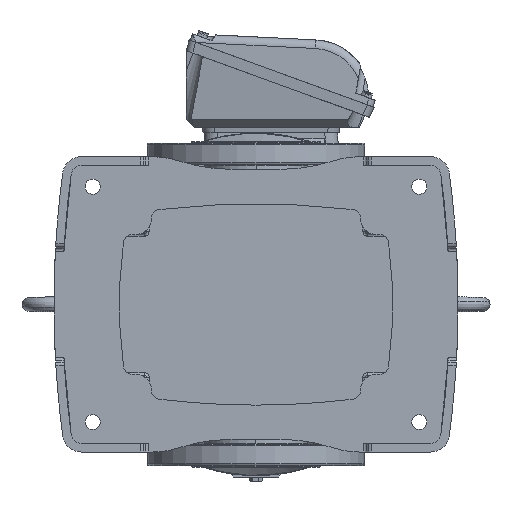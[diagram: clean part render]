
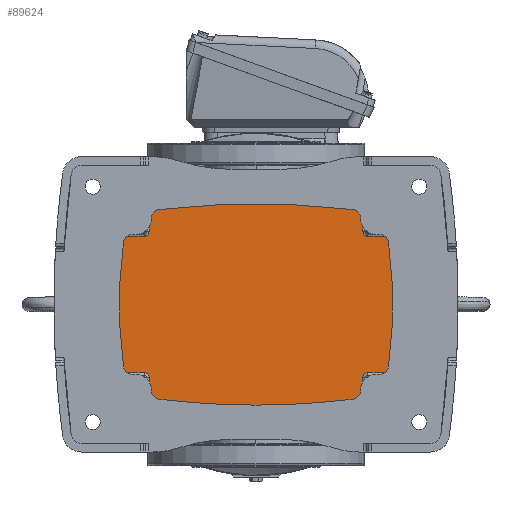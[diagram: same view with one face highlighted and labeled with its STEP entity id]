
A CAD part, front view. The second image highlights one B-rep face of the part: STEP entity #89624.
In plain terms, the highlighted planar face has unit normal (0, -1, 0).
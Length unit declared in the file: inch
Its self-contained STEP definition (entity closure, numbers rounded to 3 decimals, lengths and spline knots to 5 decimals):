
#2365 = VECTOR ( 'NONE', #34386, 39.37008 ) ;
#2645 = EDGE_CURVE ( 'NONE', #35829, #86401, #51878, .T. ) ;
#2841 = CARTESIAN_POINT ( 'NONE',  ( 3.36614, 2.45965, -5.1378 ) ) ;
#3011 = CIRCLE ( 'NONE', #86121, 21.53543 ) ;
#4047 = VERTEX_POINT ( 'NONE', #108574 ) ;
#4303 = DIRECTION ( 'NONE',  ( 0., 0., 1. ) ) ;
#5302 = DIRECTION ( 'NONE',  ( 0., -1., 0. ) ) ;
#11020 = LINE ( 'NONE', #19071, #66327 ) ;
#12409 = LINE ( 'NONE', #115687, #2365 ) ;
#13102 = CARTESIAN_POINT ( 'NONE',  ( 4.60008, 2.45965, -4.90158 ) ) ;
#13443 = CARTESIAN_POINT ( 'NONE',  ( -3.36614, 2.45965, 5.1378 ) ) ;
#14209 = AXIS2_PLACEMENT_3D ( 'NONE', #123427, #22139, #62854 ) ;
#14370 = DIRECTION ( 'NONE',  ( 0., 1., 0. ) ) ;
#14509 = LINE ( 'NONE', #93863, #17600 ) ;
#16624 = DIRECTION ( 'NONE',  ( 0.145, 0., 0.989 ) ) ;
#16784 = ORIENTED_EDGE ( 'NONE', *, *, #98168, .T. ) ;
#16983 = ORIENTED_EDGE ( 'NONE', *, *, #2645, .T. ) ;
#16991 = ORIENTED_EDGE ( 'NONE', *, *, #61777, .F. ) ;
#17600 = VECTOR ( 'NONE', #114490, 39.37008 ) ;
#17994 = CARTESIAN_POINT ( 'NONE',  ( -3.36614, 2.45965, -4.90157 ) ) ;
#18800 = DIRECTION ( 'NONE',  ( -0.145, 0., -0.989 ) ) ;
#18982 = EDGE_CURVE ( 'NONE', #128774, #4047, #51015, .T. ) ;
#19071 = CARTESIAN_POINT ( 'NONE',  ( 3.12992, 2.45965, 6.50362 ) ) ;
#22139 = DIRECTION ( 'NONE',  ( 0., -1., 0. ) ) ;
#22491 = ORIENTED_EDGE ( 'NONE', *, *, #67821, .T. ) ;
#25073 = VECTOR ( 'NONE', #96408, 39.37008 ) ;
#28463 = AXIS2_PLACEMENT_3D ( 'NONE', #38723, #98726, #117371 ) ;
#29102 = ORIENTED_EDGE ( 'NONE', *, *, #64238, .T. ) ;
#29496 = VECTOR ( 'NONE', #4303, 39.37008 ) ;
#30055 = VERTEX_POINT ( 'NONE', #48215 ) ;
#34287 = CARTESIAN_POINT ( 'NONE',  ( -3.12992, 2.45965, -6.50362 ) ) ;
#34386 = DIRECTION ( 'NONE',  ( 1., 0., 0. ) ) ;
#34421 = CARTESIAN_POINT ( 'NONE',  ( -4.60008, 2.45965, 4.90158 ) ) ;
#35403 = VERTEX_POINT ( 'NONE', #69764 ) ;
#35829 = VERTEX_POINT ( 'NONE', #118896 ) ;
#36197 = VERTEX_POINT ( 'NONE', #37292 ) ;
#37292 = CARTESIAN_POINT ( 'NONE',  ( -3.12992, 2.45965, 6.50362 ) ) ;
#37749 = ORIENTED_EDGE ( 'NONE', *, *, #121276, .F. ) ;
#38723 = CARTESIAN_POINT ( 'NONE',  ( 3.36614, 2.45965, 5.1378 ) ) ;
#38980 = ORIENTED_EDGE ( 'NONE', *, *, #71135, .T. ) ;
#39800 = CIRCLE ( 'NONE', #63238, 28.83858 ) ;
#43519 = DIRECTION ( 'NONE',  ( 0., 1., 0. ) ) ;
#43885 = CARTESIAN_POINT ( 'NONE',  ( 3.36614, 2.45965, -4.90157 ) ) ;
#44394 = FACE_OUTER_BOUND ( 'NONE', #86584, .T. ) ;
#45038 = EDGE_CURVE ( 'NONE', #48838, #86401, #11020, .T. ) ;
#45833 = CARTESIAN_POINT ( 'NONE',  ( -3.36614, 2.45965, -5.1378 ) ) ;
#48215 = CARTESIAN_POINT ( 'NONE',  ( -3.12992, 2.45965, -5.1378 ) ) ;
#48838 = VERTEX_POINT ( 'NONE', #94360 ) ;
#49762 = DIRECTION ( 'NONE',  ( 0., 1., 0. ) ) ;
#49978 = CARTESIAN_POINT ( 'NONE',  ( 3.12992, 2.45965, -6.50362 ) ) ;
#51015 = CIRCLE ( 'NONE', #125483, 0.23622 ) ;
#51221 = AXIS2_PLACEMENT_3D ( 'NONE', #55041, #14370, #93719 ) ;
#51878 = CIRCLE ( 'NONE', #28463, 0.23622 ) ;
#52408 = ORIENTED_EDGE ( 'NONE', *, *, #91417, .F. ) ;
#53061 = PLANE ( 'NONE',  #51221 ) ;
#53104 = DIRECTION ( 'NONE',  ( -1., 0., 0. ) ) ;
#55041 = CARTESIAN_POINT ( 'NONE',  ( 0., 2.45965, 0. ) ) ;
#55149 = LINE ( 'NONE', #97106, #74727 ) ;
#55755 = LINE ( 'NONE', #13102, #25073 ) ;
#56648 = CARTESIAN_POINT ( 'NONE',  ( 0., 2.45965, -14.80315 ) ) ;
#57783 = DIRECTION ( 'NONE',  ( 1., 0., 0. ) ) ;
#59134 = DIRECTION ( 'NONE',  ( 0., 0., 1. ) ) ;
#59439 = CARTESIAN_POINT ( 'NONE',  ( -4.60008, 2.45965, -4.90158 ) ) ;
#60661 = VERTEX_POINT ( 'NONE', #91128 ) ;
#61777 = EDGE_CURVE ( 'NONE', #35829, #115441, #12409, .T. ) ;
#61994 = ORIENTED_EDGE ( 'NONE', *, *, #45038, .F. ) ;
#62100 = DIRECTION ( 'NONE',  ( -0.985, 0., 0.17 ) ) ;
#62854 = DIRECTION ( 'NONE',  ( 0.985, 0., -0.17 ) ) ;
#63238 = AXIS2_PLACEMENT_3D ( 'NONE', #92722, #82721, #62100 ) ;
#63653 = LINE ( 'NONE', #84307, #129261 ) ;
#64238 = EDGE_CURVE ( 'NONE', #60661, #109295, #73086, .T. ) ;
#66327 = VECTOR ( 'NONE', #81703, 39.37008 ) ;
#66734 = AXIS2_PLACEMENT_3D ( 'NONE', #69492, #110114, #18800 ) ;
#67821 = EDGE_CURVE ( 'NONE', #48838, #36197, #3011, .T. ) ;
#69492 = CARTESIAN_POINT ( 'NONE',  ( 0., 2.45965, 14.80315 ) ) ;
#69748 = CARTESIAN_POINT ( 'NONE',  ( 3.12992, 2.45965, -5.1378 ) ) ;
#69764 = CARTESIAN_POINT ( 'NONE',  ( 4.60008, 2.45965, -4.90158 ) ) ;
#71135 = EDGE_CURVE ( 'NONE', #121447, #93743, #86590, .T. ) ;
#71906 = EDGE_CURVE ( 'NONE', #121447, #109295, #63653, .T. ) ;
#73086 = CIRCLE ( 'NONE', #66734, 21.53543 ) ;
#73193 = EDGE_CURVE ( 'NONE', #35403, #93743, #55755, .T. ) ;
#74727 = VECTOR ( 'NONE', #57783, 39.37008 ) ;
#78385 = ORIENTED_EDGE ( 'NONE', *, *, #122232, .T. ) ;
#81703 = DIRECTION ( 'NONE',  ( 0., 0., -1. ) ) ;
#82721 = DIRECTION ( 'NONE',  ( 0., -1., 0. ) ) ;
#84038 = ORIENTED_EDGE ( 'NONE', *, *, #73193, .F. ) ;
#84068 = CARTESIAN_POINT ( 'NONE',  ( -3.12992, 2.45965, 5.1378 ) ) ;
#84307 = CARTESIAN_POINT ( 'NONE',  ( 3.12992, 2.45965, -5.1378 ) ) ;
#85732 = VERTEX_POINT ( 'NONE', #34421 ) ;
#86121 = AXIS2_PLACEMENT_3D ( 'NONE', #56648, #5302, #16624 ) ;
#86401 = VERTEX_POINT ( 'NONE', #105301 ) ;
#86584 = EDGE_LOOP ( 'NONE', ( #38980, #84038, #16784, #16991, #16983, #61994, #22491, #130980, #93306, #37749, #98817, #52408, #78385, #112078, #29102, #129753 ) ) ;
#86590 = CIRCLE ( 'NONE', #103572, 0.23622 ) ;
#89624 = ADVANCED_FACE ( 'NONE', ( #44394 ), #53061, .F. ) ;
#90677 = LINE ( 'NONE', #109980, #98322 ) ;
#91128 = CARTESIAN_POINT ( 'NONE',  ( -3.12992, 2.45965, -6.50362 ) ) ;
#91417 = EDGE_CURVE ( 'NONE', #97464, #98697, #90677, .T. ) ;
#92722 = CARTESIAN_POINT ( 'NONE',  ( 23.8189, 2.45965, 0. ) ) ;
#93306 = ORIENTED_EDGE ( 'NONE', *, *, #18982, .T. ) ;
#93719 = DIRECTION ( 'NONE',  ( 1., 0., 0. ) ) ;
#93743 = VERTEX_POINT ( 'NONE', #43885 ) ;
#93863 = CARTESIAN_POINT ( 'NONE',  ( -3.12992, 2.45965, 5.1378 ) ) ;
#93928 = CIRCLE ( 'NONE', #123642, 0.23622 ) ;
#94104 = DIRECTION ( 'NONE',  ( 1., 0., 0. ) ) ;
#94360 = CARTESIAN_POINT ( 'NONE',  ( 3.12992, 2.45965, 6.50362 ) ) ;
#96292 = EDGE_CURVE ( 'NONE', #85732, #98697, #39800, .T. ) ;
#96408 = DIRECTION ( 'NONE',  ( -1., 0., 0. ) ) ;
#97106 = CARTESIAN_POINT ( 'NONE',  ( -4.60008, 2.45965, 4.90158 ) ) ;
#97464 = VERTEX_POINT ( 'NONE', #17994 ) ;
#98168 = EDGE_CURVE ( 'NONE', #35403, #115441, #126927, .T. ) ;
#98322 = VECTOR ( 'NONE', #53104, 39.37008 ) ;
#98697 = VERTEX_POINT ( 'NONE', #59439 ) ;
#98726 = DIRECTION ( 'NONE',  ( 0., 1., 0. ) ) ;
#98817 = ORIENTED_EDGE ( 'NONE', *, *, #96292, .T. ) ;
#103572 = AXIS2_PLACEMENT_3D ( 'NONE', #2841, #43519, #116120 ) ;
#103610 = DIRECTION ( 'NONE',  ( 0., 0., -1. ) ) ;
#105301 = CARTESIAN_POINT ( 'NONE',  ( 3.12992, 2.45965, 5.1378 ) ) ;
#107419 = CARTESIAN_POINT ( 'NONE',  ( 4.60009, 2.45965, 4.90158 ) ) ;
#108574 = CARTESIAN_POINT ( 'NONE',  ( -3.36614, 2.45965, 4.90158 ) ) ;
#109295 = VERTEX_POINT ( 'NONE', #49978 ) ;
#109980 = CARTESIAN_POINT ( 'NONE',  ( -3.36614, 2.45965, -4.90157 ) ) ;
#110114 = DIRECTION ( 'NONE',  ( 0., -1., 0. ) ) ;
#112078 = ORIENTED_EDGE ( 'NONE', *, *, #117747, .F. ) ;
#114490 = DIRECTION ( 'NONE',  ( 0., 0., 1. ) ) ;
#115390 = DIRECTION ( 'NONE',  ( 0., 1., 0. ) ) ;
#115441 = VERTEX_POINT ( 'NONE', #107419 ) ;
#115687 = CARTESIAN_POINT ( 'NONE',  ( 3.36614, 2.45965, 4.90157 ) ) ;
#116120 = DIRECTION ( 'NONE',  ( -1., 0., 0. ) ) ;
#117371 = DIRECTION ( 'NONE',  ( 0., 0., -1. ) ) ;
#117747 = EDGE_CURVE ( 'NONE', #60661, #30055, #125587, .T. ) ;
#118896 = CARTESIAN_POINT ( 'NONE',  ( 3.36614, 2.45965, 4.90157 ) ) ;
#121276 = EDGE_CURVE ( 'NONE', #85732, #4047, #55149, .T. ) ;
#121447 = VERTEX_POINT ( 'NONE', #69748 ) ;
#122232 = EDGE_CURVE ( 'NONE', #97464, #30055, #93928, .T. ) ;
#123427 = CARTESIAN_POINT ( 'NONE',  ( -23.8189, 2.45965, 0. ) ) ;
#123642 = AXIS2_PLACEMENT_3D ( 'NONE', #45833, #49762, #59134 ) ;
#125483 = AXIS2_PLACEMENT_3D ( 'NONE', #13443, #115390, #94104 ) ;
#125587 = LINE ( 'NONE', #34287, #29496 ) ;
#125819 = EDGE_CURVE ( 'NONE', #128774, #36197, #14509, .T. ) ;
#126927 = CIRCLE ( 'NONE', #14209, 28.83858 ) ;
#128774 = VERTEX_POINT ( 'NONE', #84068 ) ;
#129261 = VECTOR ( 'NONE', #103610, 39.37008 ) ;
#129753 = ORIENTED_EDGE ( 'NONE', *, *, #71906, .F. ) ;
#130980 = ORIENTED_EDGE ( 'NONE', *, *, #125819, .F. ) ;
